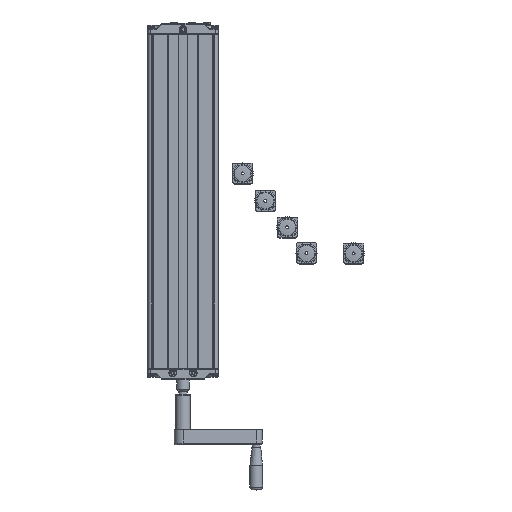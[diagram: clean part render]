
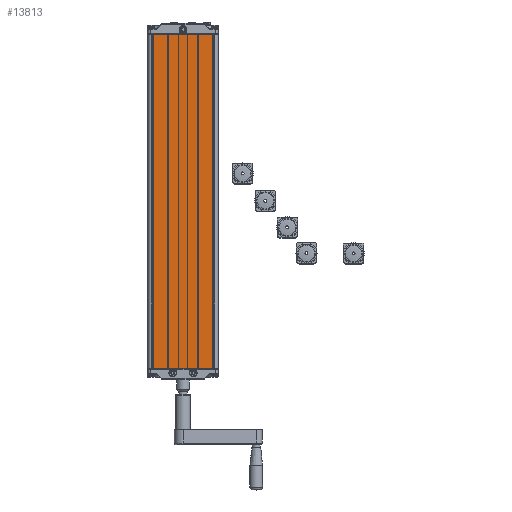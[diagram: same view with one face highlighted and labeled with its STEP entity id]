
A CAD part, top view. The second image highlights one B-rep face of the part: STEP entity #13813.
In plain terms, the highlighted planar face has unit normal (0, 0, 1).
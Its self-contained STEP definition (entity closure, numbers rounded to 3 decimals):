
#872=PLANE('',#15174);
#1175=FACE_OUTER_BOUND('',#2040,.T.);
#2040=EDGE_LOOP('',(#9402,#9403,#9404,#9405));
#3026=LINE('',#21892,#4008);
#3027=LINE('',#21894,#4009);
#3028=LINE('',#21896,#4010);
#3029=LINE('',#21897,#4011);
#4008=VECTOR('',#17130,569.5);
#4009=VECTOR('',#17131,108.);
#4010=VECTOR('',#17132,569.5);
#4011=VECTOR('',#17133,108.);
#5974=VERTEX_POINT('',#21890);
#5975=VERTEX_POINT('',#21891);
#5976=VERTEX_POINT('',#21893);
#5977=VERTEX_POINT('',#21895);
#7280=EDGE_CURVE('',#5974,#5975,#3026,.F.);
#7281=EDGE_CURVE('',#5975,#5976,#3027,.T.);
#7282=EDGE_CURVE('',#5976,#5977,#3028,.T.);
#7283=EDGE_CURVE('',#5977,#5974,#3029,.F.);
#9402=ORIENTED_EDGE('',*,*,#7280,.T.);
#9403=ORIENTED_EDGE('',*,*,#7281,.T.);
#9404=ORIENTED_EDGE('',*,*,#7282,.T.);
#9405=ORIENTED_EDGE('',*,*,#7283,.T.);
#13813=ADVANCED_FACE('',(#1175),#872,.T.);
#15174=AXIS2_PLACEMENT_3D('',#21889,#17128,#17129);
#17128=DIRECTION('center_axis',(0.,0.,1.));
#17129=DIRECTION('ref_axis',(1.,0.,0.));
#17130=DIRECTION('',(0.,-1.,0.));
#17131=DIRECTION('',(-1.,0.,0.));
#17132=DIRECTION('',(0.,-1.,0.));
#17133=DIRECTION('',(-1.,0.,0.));
#21889=CARTESIAN_POINT('Origin',(60.,570.5,30.));
#21890=CARTESIAN_POINT('',(54.,0.5,30.));
#21891=CARTESIAN_POINT('',(54.,570.,30.));
#21892=CARTESIAN_POINT('',(54.,570.,30.));
#21893=CARTESIAN_POINT('',(-54.,570.,30.));
#21894=CARTESIAN_POINT('',(54.,570.,30.));
#21895=CARTESIAN_POINT('',(-54.,0.5,30.));
#21896=CARTESIAN_POINT('',(-54.,570.,30.));
#21897=CARTESIAN_POINT('',(54.,0.5,30.));
